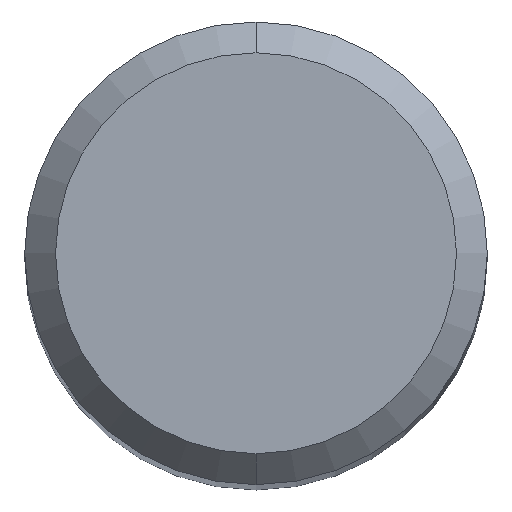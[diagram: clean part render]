
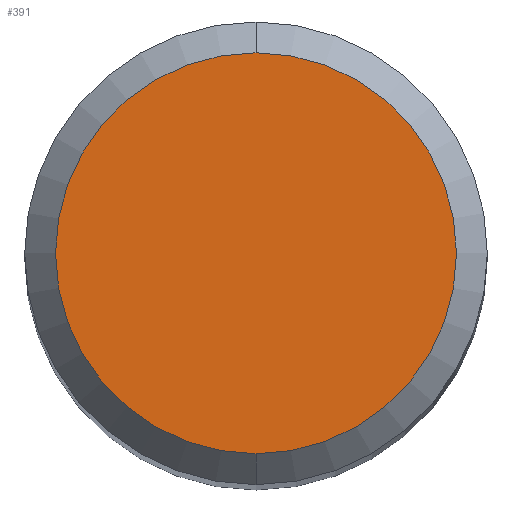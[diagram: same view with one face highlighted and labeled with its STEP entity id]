
A CAD part, top view. The second image highlights one B-rep face of the part: STEP entity #391.
In plain terms, the highlighted planar face has unit normal (0, 0, 1).
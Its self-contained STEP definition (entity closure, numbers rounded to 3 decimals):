
#287=VERTEX_POINT('',#617);
#371=EDGE_CURVE('',#287,#413,#709,.T.);
#391=ADVANCED_FACE('',(#730),#731,.T.);
#413=VERTEX_POINT('',#753);
#421=EDGE_CURVE('',#413,#287,#763,.T.);
#617=CARTESIAN_POINT('',(0.,-2.6,0.0));
#709=CIRCLE('',#1268,2.6);
#730=FACE_OUTER_BOUND('',#1308,.T.);
#731=PLANE('',#1309);
#753=CARTESIAN_POINT('',(0.0,2.6,0.0));
#763=CIRCLE('',#1387,2.6);
#1268=AXIS2_PLACEMENT_3D('',#1732,#1733,#1734);
#1308=EDGE_LOOP('',(#1748,#1749));
#1309=AXIS2_PLACEMENT_3D('',#1750,#1751,#1752);
#1387=AXIS2_PLACEMENT_3D('',#1783,#1784,#1785);
#1732=CARTESIAN_POINT('',(0.0,0.0,0.0));
#1733=DIRECTION('',(0.0,0.0,-1.0));
#1734=DIRECTION('',(0.0,1.0,0.0));
#1748=ORIENTED_EDGE('',*,*,#421,.F.);
#1749=ORIENTED_EDGE('',*,*,#371,.F.);
#1750=CARTESIAN_POINT('',(0.0,1.3,0.0));
#1751=DIRECTION('',(-0.0,0.0,1.0));
#1752=DIRECTION('',(0.0,-1.0,0.0));
#1783=CARTESIAN_POINT('',(0.0,0.0,0.0));
#1784=DIRECTION('',(0.0,0.0,-1.0));
#1785=DIRECTION('',(0.0,1.0,0.0));
